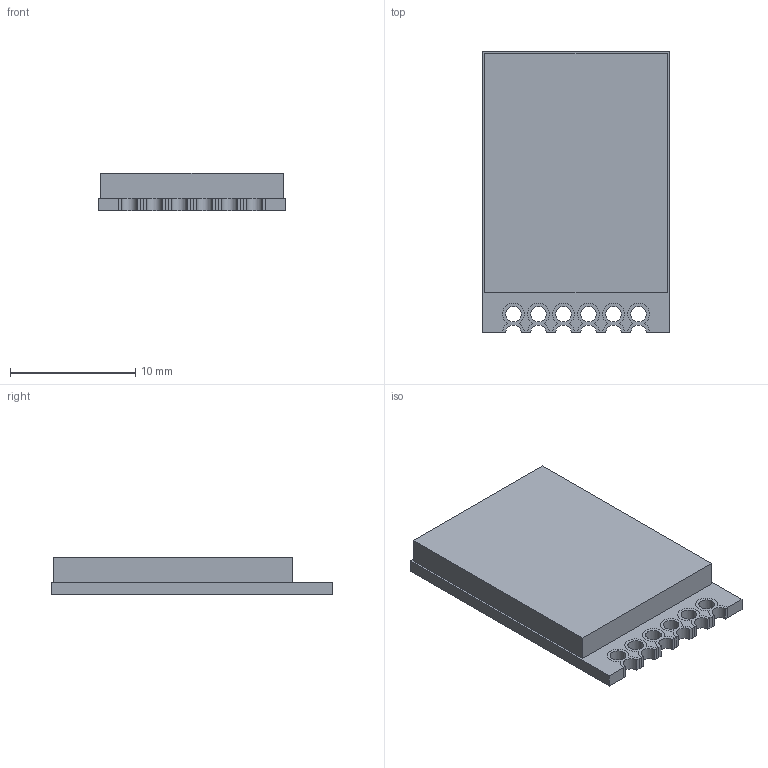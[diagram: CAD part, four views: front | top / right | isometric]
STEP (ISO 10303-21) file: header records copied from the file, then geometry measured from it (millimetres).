
FILE_DESCRIPTION(/* description */ (''),/* implementation_level */ '2;1');
FILE_NAME(/* name */ 'HM-MOD-UART.step',/* time_stamp */ '2020-01-03T15:06:06+01:00',/* author */ (''),/* organization */ (''),/* preprocessor_version */ 'ST-DEVELOPER v18',/* originating_system */ 'Autodesk Translation Framework v8.12.0.6',/* authorisation */ '');
FILE_SCHEMA (('AUTOMOTIVE_DESIGN { 1 0 10303 214 3 1 1 }'));
Length unit declared in the file: millimetre
Products named in the file (3): HM-MOD-UART; Pads; Shielding Cap
Assembly tree (2 placements, depth 2):
  HM-MOD-UART
    Pads
    Shielding Cap
Bounding box: 15 x 22.5 x 3 mm (x, y, z)
Volume: 884.2 mm3; surface area: 1524.5 mm2
Topology: 8 solids, 8 shells, 90 faces, 222 edges, 148 vertices
Faces by surface type: cylinder 48, plane 42
Full cylindrical faces by diameter (mm): 1.25 x6
Entity records: 2830 total; most frequent: DIRECTION 510, CARTESIAN_POINT 466, ORIENTED_EDGE 444, EDGE_CURVE 222, AXIS2_PLACEMENT_3D 192, VERTEX_POINT 148, LINE 126, VECTOR 126
